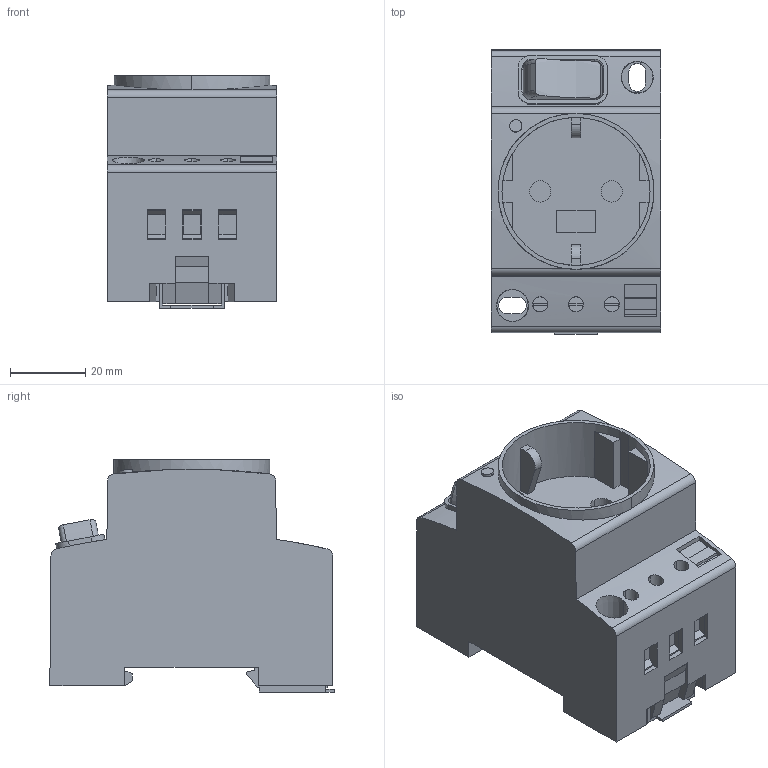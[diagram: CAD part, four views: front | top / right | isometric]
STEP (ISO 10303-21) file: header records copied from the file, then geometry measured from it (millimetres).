
FILE_DESCRIPTION(('Creo Elements/Direct Modeling STEP Export'),'2;1');
FILE_NAME('model.stp','2020-10-02T 0:12:56',(''),(''),'Creo Elements/Direct Modeling STEP processor for AP214 (Solid Model)','Creo Elements/Direct Modeling 20.1A 29-Sep-2018 (C) Parametric Technology GmbH','');
FILE_SCHEMA(('AUTOMOTIVE_DESIGN { 1 0 10303 214 1 1 1 1 }'));
Length unit declared in the file: millimetre
Products named in the file (2): 0804033_EO_CF_UT_LED_S-select
Assembly tree (1 placements, depth 2):
  0804033_EO_CF_UT_LED_S-select
    0804033_EO_CF_UT_LED_S-select
Bounding box: 45 x 75.48 x 61.64 mm (x, y, z)
Volume: 138622.5 mm3; surface area: 26755.1 mm2
Topology: 1 solids, 1 shells, 237 faces, 636 edges, 422 vertices
Faces by surface type: plane 178, cylinder 43, cone 10, torus 4, extrusion 2
Entity records: 12144 total; most frequent: CARTESIAN_POINT 5624, ORIENTED_EDGE 1272, DIRECTION 1078, EDGE_CURVE 636, VECTOR 460, LINE 457, VERTEX_POINT 422, AXIS2_PLACEMENT_3D 309
